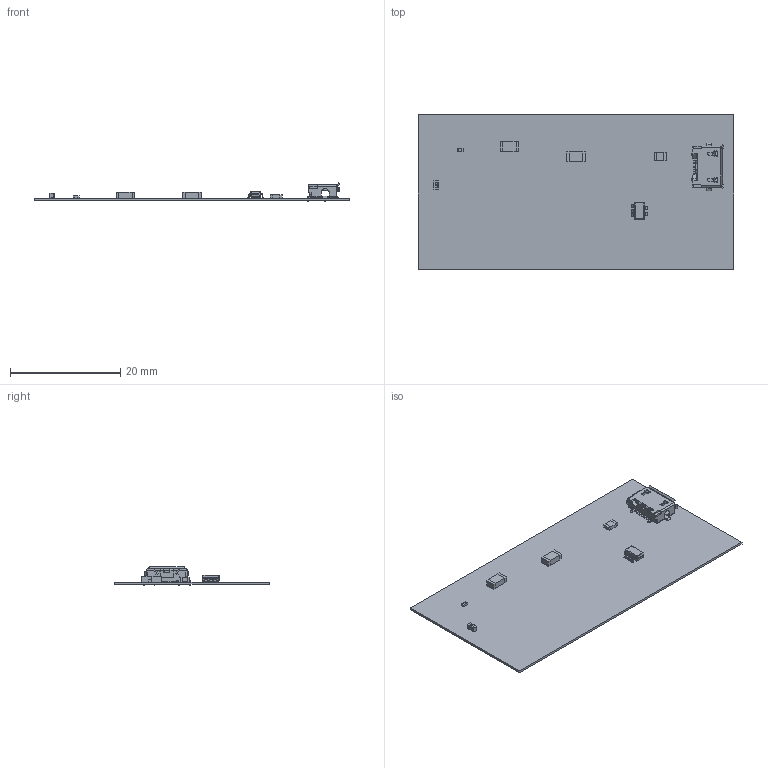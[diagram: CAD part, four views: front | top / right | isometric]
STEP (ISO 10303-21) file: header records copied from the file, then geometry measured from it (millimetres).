
FILE_DESCRIPTION(('Open CASCADE Model'),'2;1');
FILE_NAME('Open CASCADE Shape Model','2021-11-18T12:23:45',('Author'),( 'Open CASCADE'),'Open CASCADE STEP processor 6.8','Open CASCADE 6.8' ,'Unknown');
FILE_SCHEMA(('AUTOMOTIVE_DESIGN { 1 0 10303 214 1 1 1 1 }'));
Length unit declared in the file: millimetre
Products named in the file (34): PCB; Board; Open CASCADE STEP translator 6.8 1.1.1; RT1993; 6263482672; Body; Open_CASCADE_STEP_translator_6.8_2.1.1; Leader; R2; 6607496800; Extruded; 6607496400; R1; 6605146448; 6605154608; J1; 629105150921; 629105150921_Housing; 629105150921_Pin; 629105150921_Shielding; COUT; 6605150448; 6605150128; CIN; CBP; Cap_Samsung_CL10B473KO8NNWC_eec; 1; 2; Samsung_logo
Assembly tree (47 placements, depth 5):
  PCB
    Board
      Open CASCADE STEP translator 6.8 1.1.1
    RT1993
      6263482672
        Body
          Open_CASCADE_STEP_translator_6.8_2.1.1
        Leader  x5
    R2
      6607496800  x2
        Extruded
      6607496400
        Extruded
    R1
      6605146448  x2
        Extruded
      6605154608
        Extruded
    J1
      629105150921
        629105150921_Housing
        629105150921_Pin  x5
        629105150921_Shielding
    COUT
      6605150448
        Extruded
      6605150128  x2
        Extruded
    CIN
      6605150448
        Extruded
      6605150128  x2
        Extruded
    CBP
      Cap_Samsung_CL10B473KO8NNWC_eec
        1
        2
        Samsung_logo
Bounding box: 57.15 x 27.94 x 3.27 mm (x, y, z)
Volume: 721.6 mm3; surface area: 3697.1 mm2
Topology: 30 solids, 30 shells, 970 faces, 2563 edges, 1628 vertices
Faces by surface type: plane 589, cylinder 278, bspline 85, sphere 16, cone 2
Entity records: 29641 total; most frequent: CARTESIAN_POINT 6690, ORIENTED_EDGE 4118, DIRECTION 3722, EDGE_CURVE 2059, LINE 1452, VECTOR 1452, VERTEX_POINT 1324, AXIS2_PLACEMENT_3D 1135
